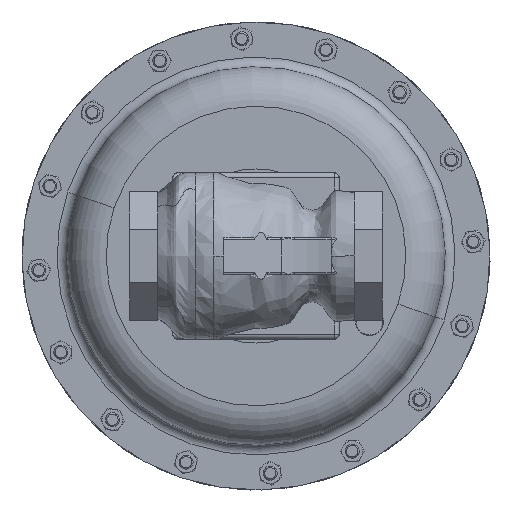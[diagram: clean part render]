
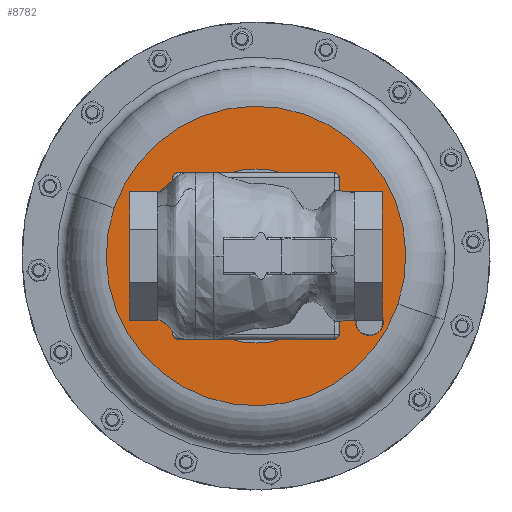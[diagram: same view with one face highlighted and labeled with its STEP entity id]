
A CAD part, front view. The second image highlights one B-rep face of the part: STEP entity #8782.
In plain terms, the highlighted planar face has unit normal (0, -1, 0).
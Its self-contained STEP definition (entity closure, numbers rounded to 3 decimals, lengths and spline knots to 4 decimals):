
#774 = CARTESIAN_POINT ( 'NONE',  ( 1.885, 12.7291, 5.32 ) ) ;
#1065 = DIRECTION ( 'NONE',  ( 0.947, 0., -0.321 ) ) ;
#1734 = CIRCLE ( 'NONE', #30059, 4. ) ;
#2217 = EDGE_LOOP ( 'NONE', ( #12490, #36533 ) ) ;
#2304 = EDGE_CURVE ( 'NONE', #16477, #10473, #17674, .T. ) ;
#3880 = CARTESIAN_POINT ( 'NONE',  ( 1.885, 12.7291, 5.32 ) ) ;
#4555 = DIRECTION ( 'NONE',  ( 0., 0., -1. ) ) ;
#7318 = CARTESIAN_POINT ( 'NONE',  ( 0.5992, 12.7291, 1.5323 ) ) ;
#7602 = DIRECTION ( 'NONE',  ( 0., 0., -1. ) ) ;
#8169 = CARTESIAN_POINT ( 'NONE',  ( 4.9161, 12.7291, 3.57 ) ) ;
#8619 = FACE_BOUND ( 'NONE', #11709, .T. ) ;
#8782 = ADVANCED_FACE ( 'NONE', ( #8619, #47377, #23280 ), #33409, .T. ) ;
#8912 = ORIENTED_EDGE ( 'NONE', *, *, #39567, .F. ) ;
#9472 = EDGE_CURVE ( 'NONE', #28273, #28176, #23233, .T. ) ;
#10246 = ORIENTED_EDGE ( 'NONE', *, *, #47410, .F. ) ;
#10473 = VERTEX_POINT ( 'NONE', #42298 ) ;
#11056 = DIRECTION ( 'NONE',  ( 0., -1., 0. ) ) ;
#11709 = EDGE_LOOP ( 'NONE', ( #8912, #10246 ) ) ;
#11936 = DIRECTION ( 'NONE',  ( 0.947, 0., -0.321 ) ) ;
#12490 = ORIENTED_EDGE ( 'NONE', *, *, #9472, .F. ) ;
#13441 = CIRCLE ( 'NONE', #41360, 2.325 ) ;
#15560 = CARTESIAN_POINT ( 'NONE',  ( 1.885, 12.7291, 5.32 ) ) ;
#15678 = CARTESIAN_POINT ( 'NONE',  ( 1.885, 12.7291, 2.995 ) ) ;
#16366 = CARTESIAN_POINT ( 'NONE',  ( 4.9161, 12.7291, 3.57 ) ) ;
#16477 = VERTEX_POINT ( 'NONE', #37627 ) ;
#17022 = AXIS2_PLACEMENT_3D ( 'NONE', #8169, #34453, #11936 ) ;
#17674 = CIRCLE ( 'NONE', #17022, 0.375 ) ;
#17677 = EDGE_CURVE ( 'NONE', #10473, #16477, #25325, .T. ) ;
#19314 = DIRECTION ( 'NONE',  ( 0.947, 0., -0.321 ) ) ;
#19501 = ORIENTED_EDGE ( 'NONE', *, *, #17677, .T. ) ;
#19927 = EDGE_LOOP ( 'NONE', ( #19501, #24309 ) ) ;
#20157 = DIRECTION ( 'NONE',  ( 0.947, 0., -0.321 ) ) ;
#21749 = VERTEX_POINT ( 'NONE', #15678 ) ;
#22280 = EDGE_CURVE ( 'NONE', #28176, #28273, #1734, .T. ) ;
#23233 = CIRCLE ( 'NONE', #24157, 4. ) ;
#23280 = FACE_BOUND ( 'NONE', #19927, .T. ) ;
#23480 = DIRECTION ( 'NONE',  ( 0., 1., 0. ) ) ;
#24157 = AXIS2_PLACEMENT_3D ( 'NONE', #15560, #41846, #19314 ) ;
#24309 = ORIENTED_EDGE ( 'NONE', *, *, #2304, .T. ) ;
#25325 = CIRCLE ( 'NONE', #39773, 0.375 ) ;
#26984 = DIRECTION ( 'NONE',  ( 0., -1., 0. ) ) ;
#28176 = VERTEX_POINT ( 'NONE', #36079 ) ;
#28273 = VERTEX_POINT ( 'NONE', #28990 ) ;
#28990 = CARTESIAN_POINT ( 'NONE',  ( 5.6727, 12.7291, 4.0343 ) ) ;
#29429 = VERTEX_POINT ( 'NONE', #33932 ) ;
#30059 = AXIS2_PLACEMENT_3D ( 'NONE', #46015, #23480, #1065 ) ;
#30130 = DIRECTION ( 'NONE',  ( 0., -1., 0. ) ) ;
#32107 = CIRCLE ( 'NONE', #48388, 2.325 ) ;
#33409 = PLANE ( 'NONE',  #48659 ) ;
#33932 = CARTESIAN_POINT ( 'NONE',  ( 1.885, 12.7291, 7.645 ) ) ;
#34453 = DIRECTION ( 'NONE',  ( 0., 1., 0. ) ) ;
#36079 = CARTESIAN_POINT ( 'NONE',  ( -1.9027, 12.7291, 6.6058 ) ) ;
#36533 = ORIENTED_EDGE ( 'NONE', *, *, #22280, .F. ) ;
#37364 = DIRECTION ( 'NONE',  ( -0.947, 0., 0.321 ) ) ;
#37627 = CARTESIAN_POINT ( 'NONE',  ( 4.561, 12.7291, 3.6906 ) ) ;
#39567 = EDGE_CURVE ( 'NONE', #21749, #29429, #32107, .T. ) ;
#39773 = AXIS2_PLACEMENT_3D ( 'NONE', #16366, #42663, #20157 ) ;
#41360 = AXIS2_PLACEMENT_3D ( 'NONE', #3880, #30130, #7602 ) ;
#41846 = DIRECTION ( 'NONE',  ( 0., 1., 0. ) ) ;
#42298 = CARTESIAN_POINT ( 'NONE',  ( 5.2712, 12.7291, 3.4495 ) ) ;
#42663 = DIRECTION ( 'NONE',  ( 0., 1., 0. ) ) ;
#46015 = CARTESIAN_POINT ( 'NONE',  ( 1.885, 12.7291, 5.32 ) ) ;
#47377 = FACE_OUTER_BOUND ( 'NONE', #2217, .T. ) ;
#47410 = EDGE_CURVE ( 'NONE', #29429, #21749, #13441, .T. ) ;
#48388 = AXIS2_PLACEMENT_3D ( 'NONE', #774, #26984, #4555 ) ;
#48659 = AXIS2_PLACEMENT_3D ( 'NONE', #7318, #11056, #37364 ) ;
